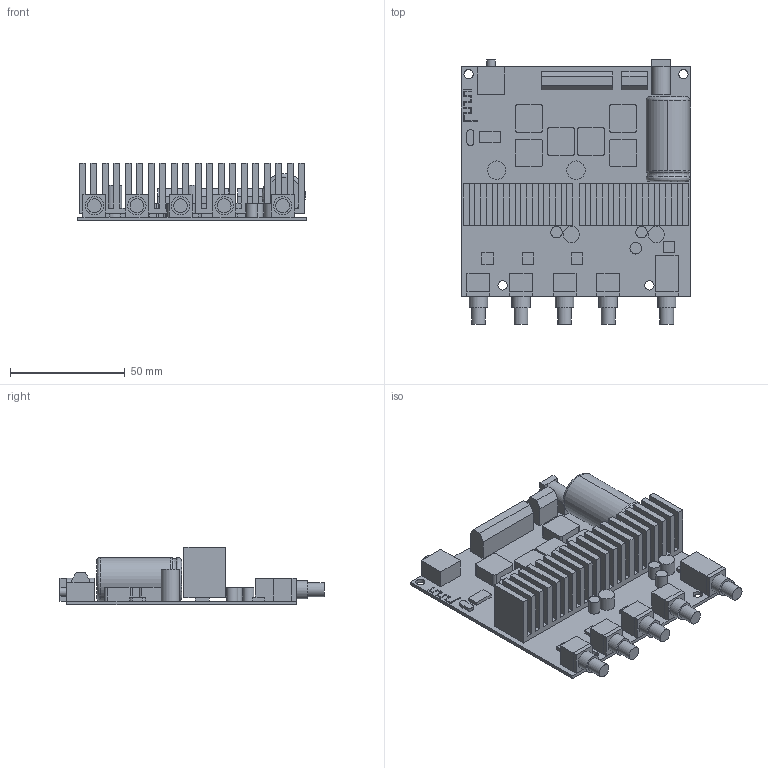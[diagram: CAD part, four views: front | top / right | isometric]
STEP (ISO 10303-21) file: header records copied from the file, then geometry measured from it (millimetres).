
FILE_DESCRIPTION(('FreeCAD Model'),'2;1');
FILE_NAME('Aiyama_TPA3116.step','2020-04-06T15:51:05',('Author'),(''), 'Open CASCADE STEP processor 6.8','FreeCAD','Unknown');
FILE_SCHEMA(('AUTOMOTIVE_DESIGN_CC2 { 1 2 10303 214 -1 1 5 4 }'));
Length unit declared in the file: millimetre
Products named in the file (1): Aiyama_TPA3116
Bounding box: 100 x 115 x 25 mm (x, y, z)
Volume: 69149.3 mm3; surface area: 51973.6 mm2
Topology: 2 solids, 2 shells, 327 faces, 822 edges, 537 vertices
Faces by surface type: plane 271, cylinder 52, revolution 4
Full cylindrical faces by diameter (mm): 3.6 x1, 4 x4, 5 x3, 5.2 x1, 6 x5, 7 x2, 8 x7
Entity records: 22954 total; most frequent: CARTESIAN_POINT 3907, DIRECTION 3142, LINE 2248, VECTOR 2248, ORIENTED_EDGE 1644, PCURVE 1644, DEFINITIONAL_REPRESENTATION 1644, EDGE_CURVE 822
